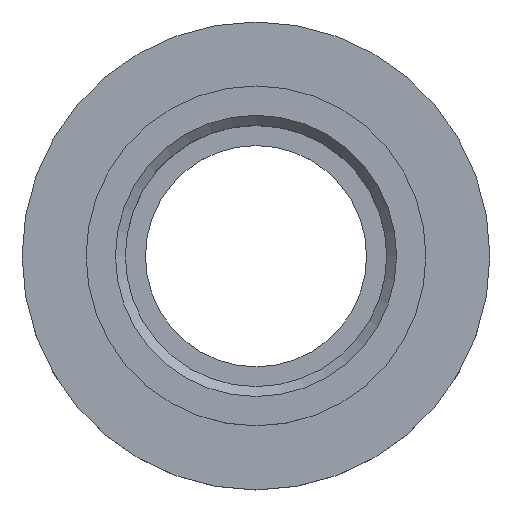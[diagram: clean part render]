
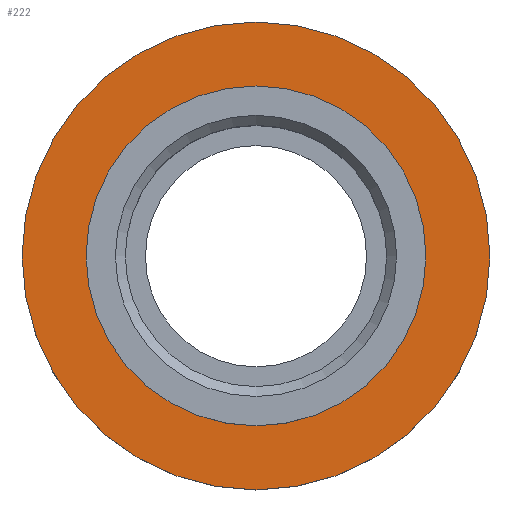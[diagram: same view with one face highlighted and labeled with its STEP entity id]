
A CAD part, top view. The second image highlights one B-rep face of the part: STEP entity #222.
In plain terms, the highlighted planar face has unit normal (0, 0, 1).
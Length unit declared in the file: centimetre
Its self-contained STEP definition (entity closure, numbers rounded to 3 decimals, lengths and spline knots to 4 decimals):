
#108=PLANE('',#243);
#123=VERTEX_POINT('',#274);
#124=VERTEX_POINT('',#277);
#134=CIRCLE('',#242,16.5);
#135=CIRCLE('',#244,11.985);
#145=EDGE_CURVE('',#123,#123,#134,.T.);
#146=EDGE_CURVE('',#124,#124,#135,.T.);
#165=ORIENTED_EDGE('',*,*,#146,.F.);
#166=ORIENTED_EDGE('',*,*,#145,.T.);
#187=EDGE_LOOP('',(#165));
#188=EDGE_LOOP('',(#166));
#209=FACE_BOUND('',#187,.T.);
#210=FACE_BOUND('',#188,.T.);
#222=ADVANCED_FACE('',(#209,#210),#108,.T.);
#242=AXIS2_PLACEMENT_3D('',#273,#311,#312);
#243=AXIS2_PLACEMENT_3D('',#275,#313,$);
#244=AXIS2_PLACEMENT_3D('',#276,#314,#315);
#273=CARTESIAN_POINT('',(0.,0.,-1.));
#274=CARTESIAN_POINT('',(0.,16.5,-1.));
#275=CARTESIAN_POINT('',(0.,14.2425,-1.));
#276=CARTESIAN_POINT('',(0.,0.,-1.));
#277=CARTESIAN_POINT('',(0.,11.985,-1.));
#311=DIRECTION('',(0.,0.,1.));
#312=DIRECTION('',(0.,16.5,0.));
#313=DIRECTION('',(0.,0.,1.));
#314=DIRECTION('',(0.,0.,1.));
#315=DIRECTION('',(0.,11.985,0.));
